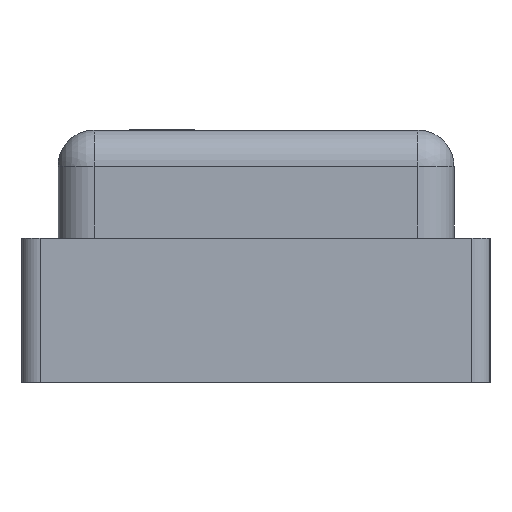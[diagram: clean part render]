
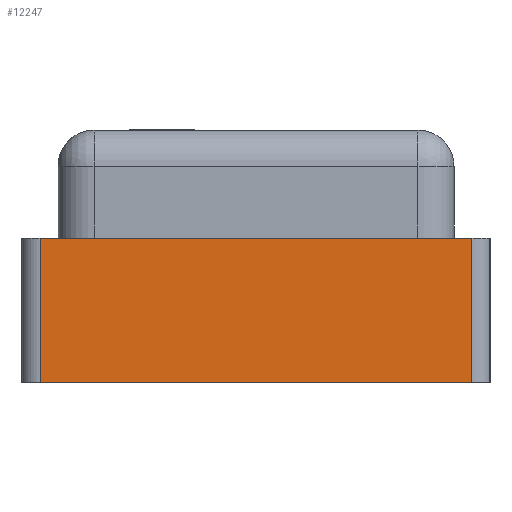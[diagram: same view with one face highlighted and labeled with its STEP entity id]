
A CAD part, left-side view. The second image highlights one B-rep face of the part: STEP entity #12247.
In plain terms, the highlighted planar face has unit normal (-1, 0, 0).
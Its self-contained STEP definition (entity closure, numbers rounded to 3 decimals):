
#6 = DIRECTION ( 'NONE',  ( 0., 0., -1. ) ) ;
#1496 = CARTESIAN_POINT ( 'NONE',  ( -1.6, -0.65, 0.4 ) ) ;
#1880 = ORIENTED_EDGE ( 'NONE', *, *, #5998, .F. ) ;
#2057 = EDGE_CURVE ( 'NONE', #7890, #7814, #7978, .T. ) ;
#2598 = ORIENTED_EDGE ( 'NONE', *, *, #12883, .T. ) ;
#2615 = DIRECTION ( 'NONE',  ( 0., -1., 0. ) ) ;
#3114 = FACE_OUTER_BOUND ( 'NONE', #8125, .T. ) ;
#3309 = LINE ( 'NONE', #7610, #3704 ) ;
#3509 = LINE ( 'NONE', #7802, #9020 ) ;
#3704 = VECTOR ( 'NONE', #11854, 1000. ) ;
#4765 = ORIENTED_EDGE ( 'NONE', *, *, #2057, .T. ) ;
#5371 = CARTESIAN_POINT ( 'NONE',  ( -1.6, -0.65, 0.4 ) ) ;
#5809 = DIRECTION ( 'NONE',  ( 0., -1., 0. ) ) ;
#5928 = AXIS2_PLACEMENT_3D ( 'NONE', #5371, #9644, #6 ) ;
#5998 = EDGE_CURVE ( 'NONE', #9013, #12445, #11130, .T. ) ;
#6524 = CARTESIAN_POINT ( 'NONE',  ( -1.6, -0.6, 0. ) ) ;
#7197 = EDGE_CURVE ( 'NONE', #9013, #7890, #3309, .T. ) ;
#7421 = PLANE ( 'NONE',  #5928 ) ;
#7476 = CARTESIAN_POINT ( 'NONE',  ( -1.6, -0.6, 0.4 ) ) ;
#7610 = CARTESIAN_POINT ( 'NONE',  ( -1.6, 0.6, 0.4 ) ) ;
#7802 = CARTESIAN_POINT ( 'NONE',  ( -1.6, -0.6, 0.4 ) ) ;
#7814 = VERTEX_POINT ( 'NONE', #6524 ) ;
#7890 = VERTEX_POINT ( 'NONE', #7941 ) ;
#7941 = CARTESIAN_POINT ( 'NONE',  ( -1.6, 0.6, 0. ) ) ;
#7978 = LINE ( 'NONE', #12212, #11645 ) ;
#8103 = ORIENTED_EDGE ( 'NONE', *, *, #7197, .T. ) ;
#8125 = EDGE_LOOP ( 'NONE', ( #4765, #2598, #1880, #8103 ) ) ;
#9013 = VERTEX_POINT ( 'NONE', #13346 ) ;
#9020 = VECTOR ( 'NONE', #12039, 1000. ) ;
#9644 = DIRECTION ( 'NONE',  ( 1., 0., 0. ) ) ;
#10256 = VECTOR ( 'NONE', #5809, 1000. ) ;
#11130 = LINE ( 'NONE', #1496, #10256 ) ;
#11645 = VECTOR ( 'NONE', #2615, 1000. ) ;
#11854 = DIRECTION ( 'NONE',  ( 0., 0., -1. ) ) ;
#12039 = DIRECTION ( 'NONE',  ( 0., 0., 1. ) ) ;
#12212 = CARTESIAN_POINT ( 'NONE',  ( -1.6, -0.65, 0. ) ) ;
#12247 = ADVANCED_FACE ( 'NONE', ( #3114 ), #7421, .F. ) ;
#12445 = VERTEX_POINT ( 'NONE', #7476 ) ;
#12883 = EDGE_CURVE ( 'NONE', #7814, #12445, #3509, .T. ) ;
#13346 = CARTESIAN_POINT ( 'NONE',  ( -1.6, 0.6, 0.4 ) ) ;
